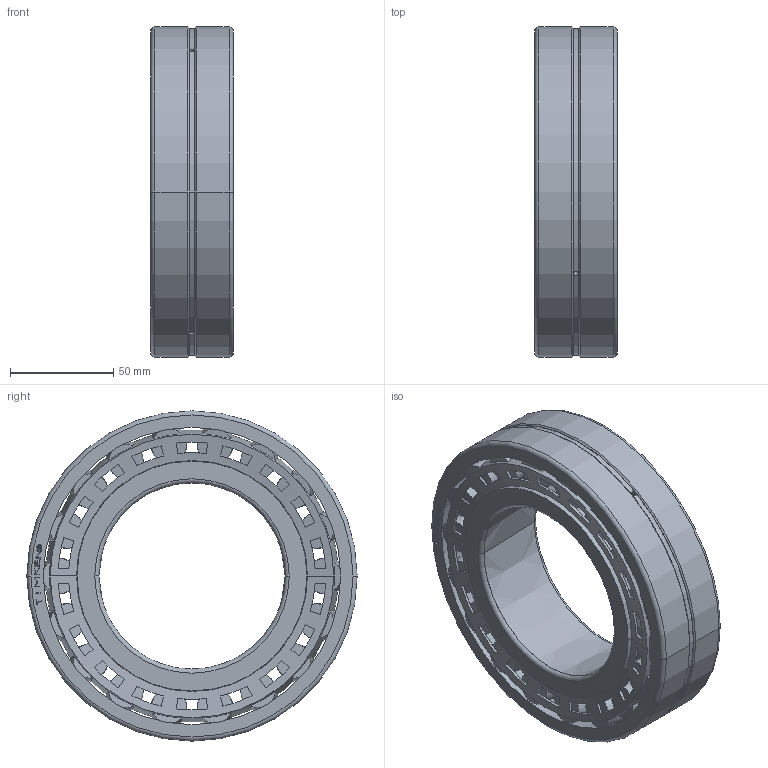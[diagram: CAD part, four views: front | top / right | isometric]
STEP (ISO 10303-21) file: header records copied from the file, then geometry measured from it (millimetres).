
FILE_DESCRIPTION(('starvars output'),'1');
FILE_NAME('22218KEJW33.stp','17:22:36 2023/02/28',('TraceParts'),(' '),'Spatial InterOp 3D',' ',' ');
FILE_SCHEMA(('AUTOMOTIVE_DESIGN { 1 0 10303 214 3 1 1 }'));
Length unit declared in the file: millimetre
Products named in the file (1): 1
Bounding box: 40 x 160 x 160 mm (x, y, z)
Volume: 270664.4 mm3; surface area: 152519.6 mm2
Topology: 1 solids, 1 shells, 704 faces, 2323 edges, 1395 vertices
Faces by surface type: plane 384, torus 194, cylinder 110, cone 14, sphere 2
Entity records: 36316 total; most frequent: CARTESIAN_POINT 11758, ORIENTED_EDGE 4166, DIRECTION 3745, EDGE_CURVE 2083, AXIS2_PLACEMENT_3D 1486, VERTEX_POINT 1353, EDGE_LOOP 900, LINE 773
